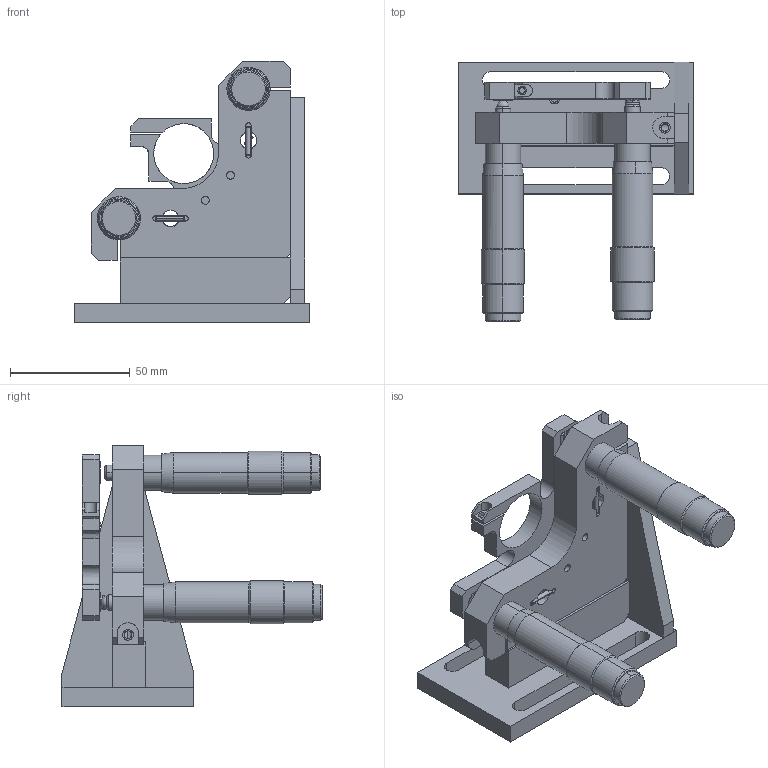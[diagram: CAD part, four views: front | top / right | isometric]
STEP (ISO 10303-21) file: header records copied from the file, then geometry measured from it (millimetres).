
FILE_DESCRIPTION(/* description */ (''),/* implementation_level */ '2;1');
FILE_NAME(/* name */ 'MMB-K',/* time_stamp */ '2024-08-08T11:54:38+03:00',/* author */ (''),/* organization */ (''),/* preprocessor_version */ 'ST-DEVELOPER v15',/* originating_system */ '',/* authorisation */ '');
FILE_SCHEMA (('AUTOMOTIVE_DESIGN'));
Length unit declared in the file: millimetre
Products named in the file (1): Document
Bounding box: 98 x 108.41 x 109 mm (x, y, z)
Volume: 164741.8 mm3; surface area: 61671.2 mm2
Topology: 21 solids, 21 shells, 393 faces, 999 edges, 628 vertices
Faces by surface type: bspline 248, plane 145
Entity records: 14763 total; most frequent: CARTESIAN_POINT 9073, ORIENTED_EDGE 1950, EDGE_CURVE 975, VERTEX_POINT 628, EDGE_LOOP 453, ADVANCED_FACE 393, FACE_OUTER_BOUND 393, B_SPLINE_CURVE_WITH_KNOTS 318
